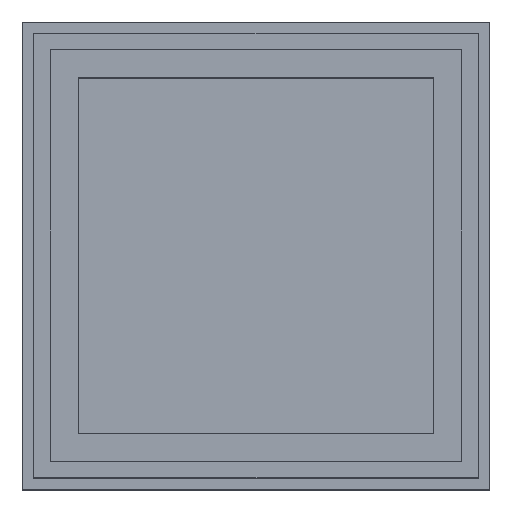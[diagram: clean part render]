
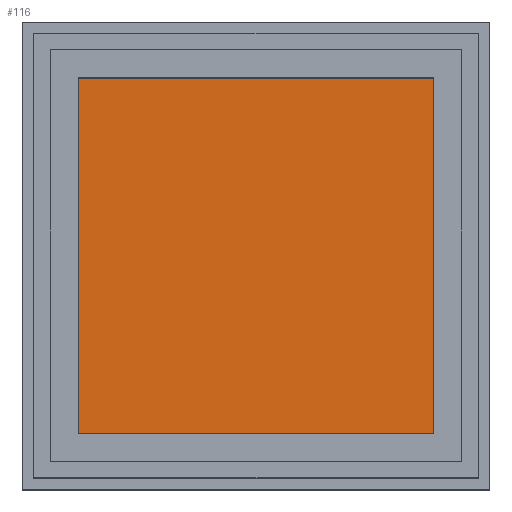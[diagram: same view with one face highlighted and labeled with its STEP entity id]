
A CAD part, top view. The second image highlights one B-rep face of the part: STEP entity #116.
In plain terms, the highlighted planar face has unit normal (0, 0, 1).
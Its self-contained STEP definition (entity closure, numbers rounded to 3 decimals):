
#116 = ADVANCED_FACE( '', ( #252 ), #253, .T. );
#252 = FACE_OUTER_BOUND( '', #405, .T. );
#253 = PLANE( '', #406 );
#405 = EDGE_LOOP( '', ( #679, #680, #681, #682 ) );
#406 = AXIS2_PLACEMENT_3D( '', #683, #684, #685 );
#679 = ORIENTED_EDGE( '', *, *, #916, .T. );
#680 = ORIENTED_EDGE( '', *, *, #978, .T. );
#681 = ORIENTED_EDGE( '', *, *, #979, .T. );
#682 = ORIENTED_EDGE( '', *, *, #980, .T. );
#683 = CARTESIAN_POINT( '', ( 0., 0., 5. ) );
#684 = DIRECTION( '', ( 0., 0., 1. ) );
#685 = DIRECTION( '', ( 1., 0., 0. ) );
#916 = EDGE_CURVE( '', #1097, #1095, #1098, .T. );
#978 = EDGE_CURVE( '', #1095, #1190, #1191, .T. );
#979 = EDGE_CURVE( '', #1190, #1192, #1193, .T. );
#980 = EDGE_CURVE( '', #1192, #1097, #1194, .T. );
#1095 = VERTEX_POINT( '', #1350 );
#1097 = VERTEX_POINT( '', #1353 );
#1098 = LINE( '', #1354, #1355 );
#1190 = VERTEX_POINT( '', #1492 );
#1191 = LINE( '', #1493, #1494 );
#1192 = VERTEX_POINT( '', #1495 );
#1193 = LINE( '', #1496, #1497 );
#1194 = LINE( '', #1498, #1499 );
#1350 = CARTESIAN_POINT( '', ( 22., -3., 5. ) );
#1353 = CARTESIAN_POINT( '', ( 22., -22., 5. ) );
#1354 = CARTESIAN_POINT( '', ( 22., -22., 5. ) );
#1355 = VECTOR( '', #1622, 1000. );
#1492 = CARTESIAN_POINT( '', ( 3., -3., 5. ) );
#1493 = CARTESIAN_POINT( '', ( 22., -3., 5. ) );
#1494 = VECTOR( '', #1668, 1000. );
#1495 = CARTESIAN_POINT( '', ( 3., -22., 5. ) );
#1496 = CARTESIAN_POINT( '', ( 3., -3., 5. ) );
#1497 = VECTOR( '', #1669, 1000. );
#1498 = CARTESIAN_POINT( '', ( 3., -22., 5. ) );
#1499 = VECTOR( '', #1670, 1000. );
#1622 = DIRECTION( '', ( 0., 1., 0. ) );
#1668 = DIRECTION( '', ( -1., 0., 0. ) );
#1669 = DIRECTION( '', ( 0., -1., 0. ) );
#1670 = DIRECTION( '', ( 1., 0., 0. ) );
